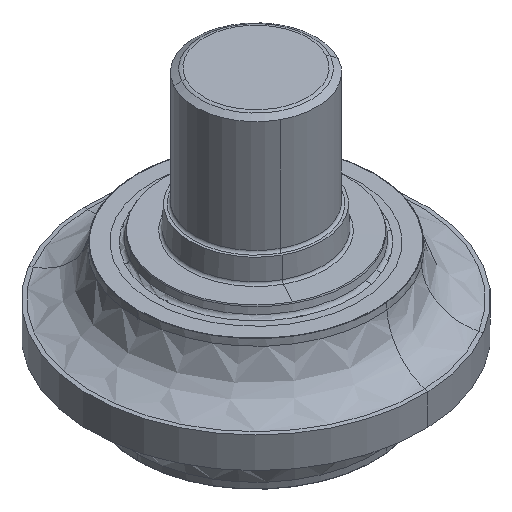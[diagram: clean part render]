
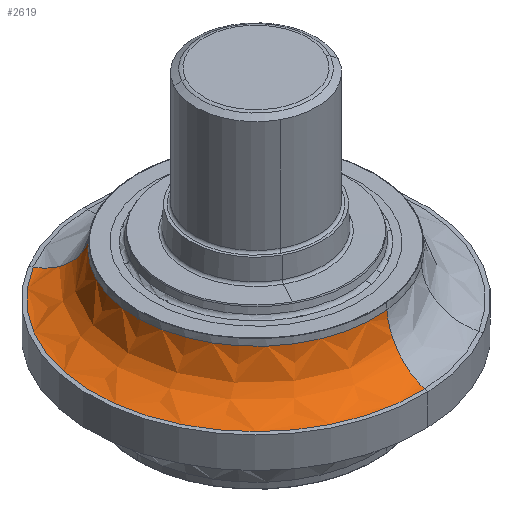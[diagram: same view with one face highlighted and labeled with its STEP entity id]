
A CAD part, isometric view. The second image highlights one B-rep face of the part: STEP entity #2619.
In plain terms, the highlighted face is a revolution surface.
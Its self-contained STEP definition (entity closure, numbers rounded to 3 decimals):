
#2499=AXIS2_PLACEMENT_3D('Circle Axis2P3D',#2497,#2498,$) ;
#2594=AXIS2_PLACEMENT_3D('Circle Axis2P3D',#2592,#2593,$) ;
#2494=CARTESIAN_POINT('Vertex',(0.551,-13.531,-4.975)) ;
#2497=CARTESIAN_POINT('Axis2P3D Location',(0.,0.,-4.975)) ;
#2501=CARTESIAN_POINT('Vertex',(-6.97,11.61,-4.975)) ;
#2560=CARTESIAN_POINT('Control Point',(5.657,-8.145,-1.375)) ;
#2561=CARTESIAN_POINT('Control Point',(5.668,-8.173,-1.712)) ;
#2562=CARTESIAN_POINT('Control Point',(5.693,-8.238,-2.045)) ;
#2563=CARTESIAN_POINT('Control Point',(5.73,-8.337,-2.37)) ;
#2564=CARTESIAN_POINT('Control Point',(5.831,-8.603,-2.996)) ;
#2565=CARTESIAN_POINT('Control Point',(5.975,-8.983,-3.542)) ;
#2566=CARTESIAN_POINT('Control Point',(6.057,-9.201,-3.794)) ;
#2567=CARTESIAN_POINT('Control Point',(6.27,-9.761,-4.322)) ;
#2568=CARTESIAN_POINT('Control Point',(6.516,-10.412,-4.689)) ;
#2569=CARTESIAN_POINT('Control Point',(6.665,-10.805,-4.843)) ;
#2570=CARTESIAN_POINT('Control Point',(6.818,-11.208,-4.938)) ;
#2571=CARTESIAN_POINT('Control Point',(6.97,-11.61,-4.975)) ;
#2572=CARTESIAN_POINT('Axis1P Location',(0.,0.,-11.74)) ;
#2577=CARTESIAN_POINT('Control Point',(1.06,-9.86,-1.375)) ;
#2578=CARTESIAN_POINT('Control Point',(1.056,-9.89,-1.712)) ;
#2579=CARTESIAN_POINT('Control Point',(1.046,-9.959,-2.045)) ;
#2580=CARTESIAN_POINT('Control Point',(1.032,-10.064,-2.37)) ;
#2581=CARTESIAN_POINT('Control Point',(0.993,-10.345,-2.996)) ;
#2582=CARTESIAN_POINT('Control Point',(0.937,-10.748,-3.542)) ;
#2583=CARTESIAN_POINT('Control Point',(0.905,-10.978,-3.794)) ;
#2584=CARTESIAN_POINT('Control Point',(0.822,-11.572,-4.322)) ;
#2585=CARTESIAN_POINT('Control Point',(0.727,-12.261,-4.689)) ;
#2586=CARTESIAN_POINT('Control Point',(0.669,-12.678,-4.843)) ;
#2587=CARTESIAN_POINT('Control Point',(0.61,-13.104,-4.938)) ;
#2588=CARTESIAN_POINT('Control Point',(0.551,-13.531,-4.975)) ;
#2589=CARTESIAN_POINT('Vertex',(1.06,-9.86,-1.375)) ;
#2592=CARTESIAN_POINT('Axis2P3D Location',(0.,0.,-1.375)) ;
#2596=CARTESIAN_POINT('Vertex',(-5.657,8.145,-1.375)) ;
#2600=CARTESIAN_POINT('Control Point',(-5.657,8.145,-1.375)) ;
#2601=CARTESIAN_POINT('Control Point',(-5.668,8.173,-1.712)) ;
#2602=CARTESIAN_POINT('Control Point',(-5.693,8.238,-2.045)) ;
#2603=CARTESIAN_POINT('Control Point',(-5.73,8.337,-2.37)) ;
#2604=CARTESIAN_POINT('Control Point',(-5.831,8.603,-2.996)) ;
#2605=CARTESIAN_POINT('Control Point',(-5.975,8.983,-3.542)) ;
#2606=CARTESIAN_POINT('Control Point',(-6.057,9.201,-3.794)) ;
#2607=CARTESIAN_POINT('Control Point',(-6.27,9.761,-4.322)) ;
#2608=CARTESIAN_POINT('Control Point',(-6.516,10.412,-4.689)) ;
#2609=CARTESIAN_POINT('Control Point',(-6.665,10.805,-4.843)) ;
#2610=CARTESIAN_POINT('Control Point',(-6.818,11.208,-4.938)) ;
#2611=CARTESIAN_POINT('Control Point',(-6.97,11.61,-4.975)) ;
#2498=DIRECTION('Axis2P3D Direction',(0.,0.,-1.)) ;
#2573=DIRECTION('Axis1P Direction',(0.,0.,-1.)) ;
#2593=DIRECTION('Axis2P3D Direction',(0.,0.,-1.)) ;
#2574=AXIS1_PLACEMENT('Revolution Surface Axis1P',#2572,#2573) ;
#2614=ORIENTED_EDGE('',*,*,#2503,.F.) ;
#2615=ORIENTED_EDGE('',*,*,#2591,.F.) ;
#2616=ORIENTED_EDGE('',*,*,#2598,.T.) ;
#2617=ORIENTED_EDGE('',*,*,#2612,.F.) ;
#2619=ADVANCED_FACE('Body.5',(#2618),#2575,.T.) ;
#2559=B_SPLINE_CURVE_WITH_KNOTS('',5,(#2560,#2561,#2562,#2563,#2564,#2565,#2566,#2567,#2568,#2569,#2570,#2571),.UNSPECIFIED.,.F.,.U.,(6,3,3,6),(0.,1.65,3.338,5.629),.UNSPECIFIED.) ;
#2576=B_SPLINE_CURVE_WITH_KNOTS('',5,(#2577,#2578,#2579,#2580,#2581,#2582,#2583,#2584,#2585,#2586,#2587,#2588),.UNSPECIFIED.,.F.,.U.,(6,3,3,6),(0.,1.65,3.338,5.629),.UNSPECIFIED.) ;
#2599=B_SPLINE_CURVE_WITH_KNOTS('',5,(#2600,#2601,#2602,#2603,#2604,#2605,#2606,#2607,#2608,#2609,#2610,#2611),.UNSPECIFIED.,.F.,.U.,(6,3,3,6),(0.,1.65,3.338,5.629),.UNSPECIFIED.) ;
#2500=CIRCLE('generated circle',#2499,13.542) ;
#2595=CIRCLE('generated circle',#2594,9.917) ;
#2503=EDGE_CURVE('',#2495,#2502,#2500,.T.) ;
#2591=EDGE_CURVE('',#2590,#2495,#2576,.T.) ;
#2598=EDGE_CURVE('',#2590,#2597,#2595,.T.) ;
#2612=EDGE_CURVE('',#2502,#2597,#2599,.F.) ;
#2613=EDGE_LOOP('',(#2614,#2615,#2616,#2617)) ;
#2618=FACE_OUTER_BOUND('',#2613,.T.) ;
#2575=SURFACE_OF_REVOLUTION('Surface of Revolution',#2559,#2574) ;
#2495=VERTEX_POINT('',#2494) ;
#2502=VERTEX_POINT('',#2501) ;
#2590=VERTEX_POINT('',#2589) ;
#2597=VERTEX_POINT('',#2596) ;
